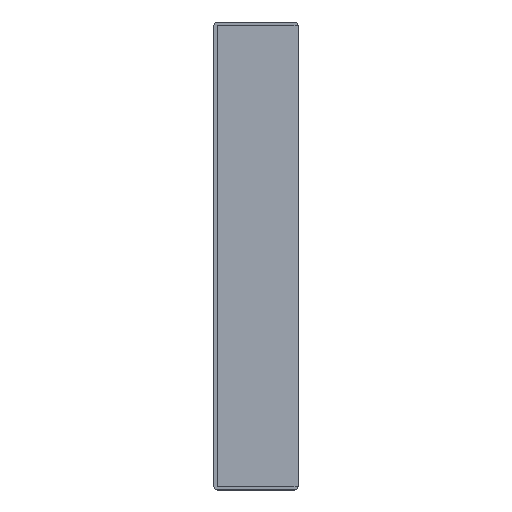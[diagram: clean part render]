
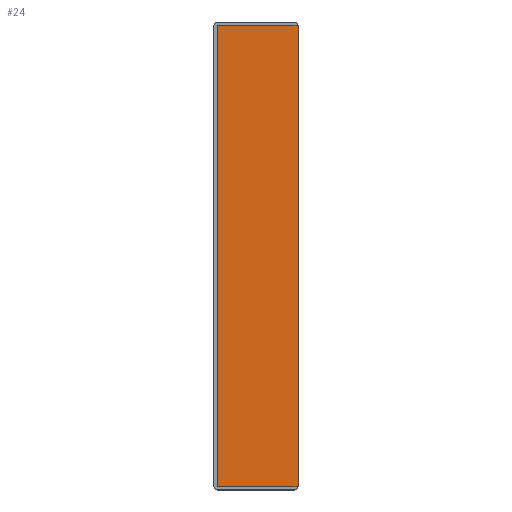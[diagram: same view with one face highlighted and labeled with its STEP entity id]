
A CAD part, top view. The second image highlights one B-rep face of the part: STEP entity #24.
In plain terms, the highlighted planar face has unit normal (0, 0, 1).
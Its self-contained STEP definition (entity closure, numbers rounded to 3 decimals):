
#7 = VERTEX_POINT ( 'NONE', #251 ) ;
#15 = CARTESIAN_POINT ( 'NONE',  ( -24.5, 101., 0. ) ) ;
#16 = EDGE_LOOP ( 'NONE', ( #145, #32, #156, #77 ) ) ;
#24 = ADVANCED_FACE ( 'NONE', ( #268 ), #105, .F. ) ;
#31 = CARTESIAN_POINT ( 'NONE',  ( 26.5, 103., 0. ) ) ;
#32 = ORIENTED_EDGE ( 'NONE', *, *, #75, .T. ) ;
#35 = DIRECTION ( 'NONE',  ( 0., 1., 0. ) ) ;
#49 = LINE ( 'NONE', #15, #179 ) ;
#55 = CARTESIAN_POINT ( 'NONE',  ( -24.5, -190., 0. ) ) ;
#75 = EDGE_CURVE ( 'NONE', #218, #243, #283, .T. ) ;
#77 = ORIENTED_EDGE ( 'NONE', *, *, #454, .F. ) ;
#89 = LINE ( 'NONE', #112, #256 ) ;
#97 = AXIS2_PLACEMENT_3D ( 'NONE', #223, #260, #322 ) ;
#105 = PLANE ( 'NONE',  #97 ) ;
#110 = DIRECTION ( 'NONE',  ( 1., 0., 0. ) ) ;
#112 = CARTESIAN_POINT ( 'NONE',  ( -24.5, 101., 0. ) ) ;
#145 = ORIENTED_EDGE ( 'NONE', *, *, #313, .F. ) ;
#156 = ORIENTED_EDGE ( 'NONE', *, *, #341, .F. ) ;
#167 = CARTESIAN_POINT ( 'NONE',  ( 26.5, 101., 0. ) ) ;
#179 = VECTOR ( 'NONE', #110, 1000. ) ;
#216 = VECTOR ( 'NONE', #398, 1000. ) ;
#218 = VERTEX_POINT ( 'NONE', #409 ) ;
#223 = CARTESIAN_POINT ( 'NONE',  ( 0., 0., 0. ) ) ;
#231 = CARTESIAN_POINT ( 'NONE',  ( -24.5, -190., 0. ) ) ;
#243 = VERTEX_POINT ( 'NONE', #167 ) ;
#251 = CARTESIAN_POINT ( 'NONE',  ( -24.5, 101., 0. ) ) ;
#256 = VECTOR ( 'NONE', #323, 1000. ) ;
#260 = DIRECTION ( 'NONE',  ( 0., 0., -1. ) ) ;
#268 = FACE_OUTER_BOUND ( 'NONE', #16, .T. ) ;
#283 = LINE ( 'NONE', #31, #357 ) ;
#313 = EDGE_CURVE ( 'NONE', #218, #431, #390, .T. ) ;
#322 = DIRECTION ( 'NONE',  ( -1., 0., 0. ) ) ;
#323 = DIRECTION ( 'NONE',  ( 0., 1., 0. ) ) ;
#341 = EDGE_CURVE ( 'NONE', #7, #243, #49, .T. ) ;
#357 = VECTOR ( 'NONE', #35, 1000. ) ;
#390 = LINE ( 'NONE', #55, #216 ) ;
#398 = DIRECTION ( 'NONE',  ( -1., 0., 0. ) ) ;
#409 = CARTESIAN_POINT ( 'NONE',  ( 26.5, -190., 0. ) ) ;
#431 = VERTEX_POINT ( 'NONE', #231 ) ;
#454 = EDGE_CURVE ( 'NONE', #431, #7, #89, .T. ) ;
